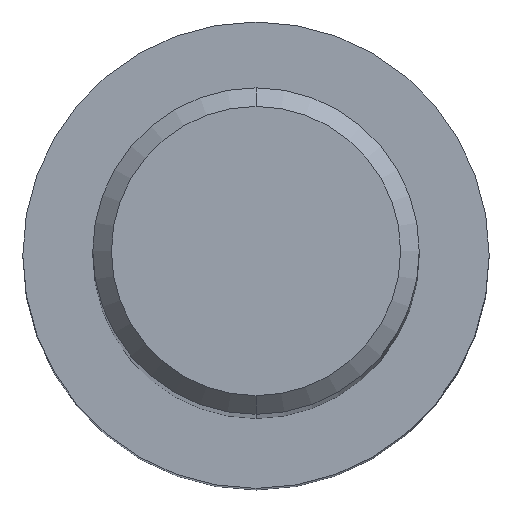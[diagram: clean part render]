
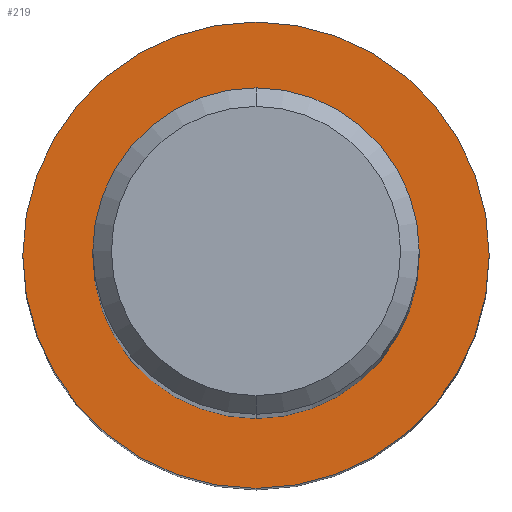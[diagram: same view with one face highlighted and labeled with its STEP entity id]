
A CAD part, top view. The second image highlights one B-rep face of the part: STEP entity #219.
In plain terms, the highlighted planar face has unit normal (0, 0, 1).
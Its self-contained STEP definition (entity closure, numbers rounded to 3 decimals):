
#123=EDGE_CURVE('',#161,#273,#308,.T.);
#143=EDGE_CURVE('',#273,#161,#331,.T.);
#159=VERTEX_POINT('',#349);
#161=VERTEX_POINT('',#351);
#187=EDGE_CURVE('',#159,#211,#379,.T.);
#211=VERTEX_POINT('',#405);
#215=EDGE_CURVE('',#211,#159,#410,.T.);
#219=ADVANCED_FACE('',(#414,#415),#416,.T.);
#273=VERTEX_POINT('',#478);
#308=CIRCLE('',#509,3.35);
#331=CIRCLE('',#538,3.35);
#349=CARTESIAN_POINT('',(0.0,5.0,-51.0));
#351=CARTESIAN_POINT('',(0.,-3.35,-51.0));
#379=CIRCLE('',#603,5.0);
#405=CARTESIAN_POINT('',(0.,-5.0,-51.0));
#410=CIRCLE('',#640,5.0);
#414=FACE_OUTER_BOUND('',#644,.T.);
#415=FACE_BOUND('',#645,.T.);
#416=PLANE('',#646);
#478=CARTESIAN_POINT('',(0.0,3.35,-51.0));
#509=AXIS2_PLACEMENT_3D('',#751,#752,#753);
#538=AXIS2_PLACEMENT_3D('',#788,#789,#790);
#603=AXIS2_PLACEMENT_3D('',#837,#838,#839);
#640=AXIS2_PLACEMENT_3D('',#873,#874,#875);
#644=EDGE_LOOP('',(#877,#878));
#645=EDGE_LOOP('',(#879,#880));
#646=AXIS2_PLACEMENT_3D('',#881,#882,#883);
#751=CARTESIAN_POINT('',(0.0,0.0,-51.0));
#752=DIRECTION('',(0.0,0.0,-1.0));
#753=DIRECTION('',(0.0,1.0,0.0));
#788=CARTESIAN_POINT('',(0.0,0.0,-51.0));
#789=DIRECTION('',(0.0,0.0,-1.0));
#790=DIRECTION('',(0.0,1.0,0.0));
#837=CARTESIAN_POINT('',(0.0,0.0,-51.0));
#838=DIRECTION('',(0.0,0.0,-1.0));
#839=DIRECTION('',(0.0,1.0,0.0));
#873=CARTESIAN_POINT('',(0.0,0.0,-51.0));
#874=DIRECTION('',(0.0,0.0,-1.0));
#875=DIRECTION('',(0.0,1.0,0.0));
#877=ORIENTED_EDGE('',*,*,#187,.F.);
#878=ORIENTED_EDGE('',*,*,#215,.F.);
#879=ORIENTED_EDGE('',*,*,#143,.T.);
#880=ORIENTED_EDGE('',*,*,#123,.T.);
#881=CARTESIAN_POINT('',(0.0,4.175,-51.0));
#882=DIRECTION('',(-0.0,0.0,1.0));
#883=DIRECTION('',(0.0,-1.0,0.0));
